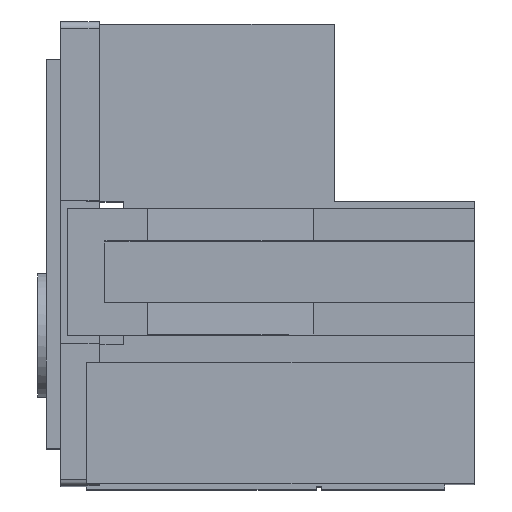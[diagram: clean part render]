
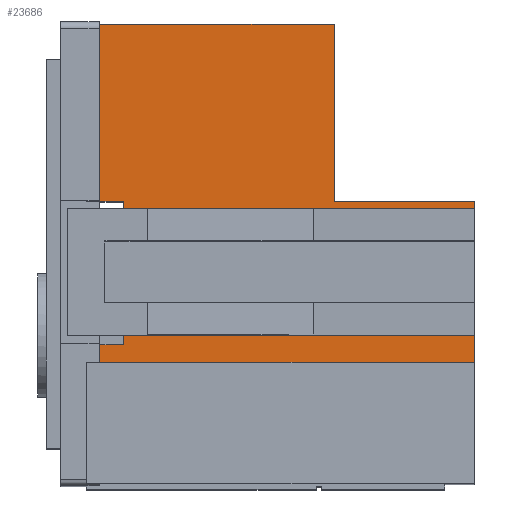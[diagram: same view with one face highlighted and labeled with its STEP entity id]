
A CAD part, top view. The second image highlights one B-rep face of the part: STEP entity #23686.
In plain terms, the highlighted planar face has unit normal (0, 0, 1).
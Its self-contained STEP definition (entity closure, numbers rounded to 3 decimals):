
#732 = AXIS2_PLACEMENT_3D ( 'NONE', #23415, #54278, #17678 ) ;
#1502 = LINE ( 'NONE', #31941, #69140 ) ;
#2166 = ORIENTED_EDGE ( 'NONE', *, *, #55937, .T. ) ;
#2522 = ORIENTED_EDGE ( 'NONE', *, *, #61085, .T. ) ;
#4265 = LINE ( 'NONE', #29353, #13631 ) ;
#4411 = CARTESIAN_POINT ( 'NONE',  ( 11.75, 13.4, 31.325 ) ) ;
#4660 = VERTEX_POINT ( 'NONE', #45089 ) ;
#5752 = PLANE ( 'NONE',  #732 ) ;
#5960 = DIRECTION ( 'NONE',  ( 1., 0., 0. ) ) ;
#6113 = VECTOR ( 'NONE', #17857, 1000. ) ;
#6779 = CARTESIAN_POINT ( 'NONE',  ( 18.4, 13.4, 31.325 ) ) ;
#7611 = VECTOR ( 'NONE', #5960, 1000. ) ;
#8067 = DIRECTION ( 'NONE',  ( 1., 0., 0. ) ) ;
#8762 = ORIENTED_EDGE ( 'NONE', *, *, #36240, .F. ) ;
#10707 = FACE_OUTER_BOUND ( 'NONE', #36541, .T. ) ;
#11151 = VECTOR ( 'NONE', #18148, 1000. ) ;
#11650 = EDGE_CURVE ( 'NONE', #70944, #51543, #32481, .T. ) ;
#12700 = LINE ( 'NONE', #69420, #80573 ) ;
#12907 = ORIENTED_EDGE ( 'NONE', *, *, #20396, .F. ) ;
#13080 = VERTEX_POINT ( 'NONE', #77031 ) ;
#13249 = ORIENTED_EDGE ( 'NONE', *, *, #37283, .T. ) ;
#13503 = EDGE_CURVE ( 'NONE', #64361, #55652, #19606, .T. ) ;
#13631 = VECTOR ( 'NONE', #23159, 1000. ) ;
#17638 = CARTESIAN_POINT ( 'NONE',  ( 18.4, 21.8, 31.325 ) ) ;
#17678 = DIRECTION ( 'NONE',  ( -1., 0., 0. ) ) ;
#17688 = ORIENTED_EDGE ( 'NONE', *, *, #37483, .T. ) ;
#17708 = DIRECTION ( 'NONE',  ( -1., 0., 0. ) ) ;
#17857 = DIRECTION ( 'NONE',  ( 0., 1., 0. ) ) ;
#18148 = DIRECTION ( 'NONE',  ( 0., 1., 0. ) ) ;
#19265 = DIRECTION ( 'NONE',  ( -1., 0., 0. ) ) ;
#19606 = LINE ( 'NONE', #50454, #55386 ) ;
#20396 = EDGE_CURVE ( 'NONE', #4660, #21261, #12700, .T. ) ;
#21261 = VERTEX_POINT ( 'NONE', #41120 ) ;
#22110 = DIRECTION ( 'NONE',  ( 0., -1., 0. ) ) ;
#22209 = CARTESIAN_POINT ( 'NONE',  ( 18.4, 5.75, 31.325 ) ) ;
#23159 = DIRECTION ( 'NONE',  ( 0., 1., 0. ) ) ;
#23415 = CARTESIAN_POINT ( 'NONE',  ( 0., 21.8, 31.325 ) ) ;
#23584 = ORIENTED_EDGE ( 'NONE', *, *, #11650, .F. ) ;
#23686 = ADVANCED_FACE ( 'NONE', ( #10707 ), #5752, .F. ) ;
#24275 = VECTOR ( 'NONE', #30281, 1000. ) ;
#25080 = EDGE_CURVE ( 'NONE', #21261, #44229, #72964, .T. ) ;
#25883 = CARTESIAN_POINT ( 'NONE',  ( 15.07, 7.05, 31.325 ) ) ;
#26164 = CARTESIAN_POINT ( 'NONE',  ( 0., 21.8, 31.325 ) ) ;
#26290 = VECTOR ( 'NONE', #22110, 1000. ) ;
#26419 = ORIENTED_EDGE ( 'NONE', *, *, #35480, .F. ) ;
#27477 = LINE ( 'NONE', #70687, #73361 ) ;
#28096 = VECTOR ( 'NONE', #78496, 1000. ) ;
#28793 = ORIENTED_EDGE ( 'NONE', *, *, #56895, .F. ) ;
#29353 = CARTESIAN_POINT ( 'NONE',  ( 1.75, 13.4, 31.325 ) ) ;
#29432 = CARTESIAN_POINT ( 'NONE',  ( 18.4, 13.05, 31.325 ) ) ;
#30281 = DIRECTION ( 'NONE',  ( 0., 1., 0. ) ) ;
#30382 = DIRECTION ( 'NONE',  ( 0., 1., 0. ) ) ;
#30449 = LINE ( 'NONE', #67463, #48777 ) ;
#30902 = CARTESIAN_POINT ( 'NONE',  ( 18.4, 13.05, 31.325 ) ) ;
#31068 = ORIENTED_EDGE ( 'NONE', *, *, #37752, .T. ) ;
#31465 = ORIENTED_EDGE ( 'NONE', *, *, #50060, .F. ) ;
#31941 = CARTESIAN_POINT ( 'NONE',  ( 0., 21.8, 31.325 ) ) ;
#32161 = VECTOR ( 'NONE', #68257, 1000. ) ;
#32416 = VERTEX_POINT ( 'NONE', #80442 ) ;
#32481 = LINE ( 'NONE', #25883, #32161 ) ;
#34036 = CARTESIAN_POINT ( 'NONE',  ( 15.07, 7.05, 31.325 ) ) ;
#34299 = VERTEX_POINT ( 'NONE', #29432 ) ;
#34894 = ORIENTED_EDGE ( 'NONE', *, *, #13503, .F. ) ;
#35322 = LINE ( 'NONE', #53436, #28096 ) ;
#35480 = EDGE_CURVE ( 'NONE', #32416, #4660, #4265, .T. ) ;
#36240 = EDGE_CURVE ( 'NONE', #41393, #13080, #35322, .T. ) ;
#36541 = EDGE_LOOP ( 'NONE', ( #55760, #12907, #26419, #59679, #8762, #2522, #17688, #23584, #31068, #2166, #13249, #34894, #31465, #28793 ) ) ;
#37283 = EDGE_CURVE ( 'NONE', #34299, #55652, #67907, .T. ) ;
#37483 = EDGE_CURVE ( 'NONE', #55022, #51543, #54646, .T. ) ;
#37752 = EDGE_CURVE ( 'NONE', #70944, #53882, #79631, .T. ) ;
#38538 = DIRECTION ( 'NONE',  ( 1., 0., 0. ) ) ;
#40720 = CARTESIAN_POINT ( 'NONE',  ( 18.4, 7.05, 31.325 ) ) ;
#41120 = CARTESIAN_POINT ( 'NONE',  ( 0., 13.4, 31.325 ) ) ;
#41393 = VERTEX_POINT ( 'NONE', #52675 ) ;
#44196 = CARTESIAN_POINT ( 'NONE',  ( 0., 5.75, 31.325 ) ) ;
#44229 = VERTEX_POINT ( 'NONE', #26164 ) ;
#45089 = CARTESIAN_POINT ( 'NONE',  ( 1.75, 13.4, 31.325 ) ) ;
#46431 = DIRECTION ( 'NONE',  ( 1., 0., 0. ) ) ;
#48777 = VECTOR ( 'NONE', #17708, 1000. ) ;
#49203 = CARTESIAN_POINT ( 'NONE',  ( 15.07, 7.05, 31.325 ) ) ;
#50060 = EDGE_CURVE ( 'NONE', #70598, #64361, #53366, .T. ) ;
#50454 = CARTESIAN_POINT ( 'NONE',  ( 18.4, 13.4, 31.325 ) ) ;
#51543 = VERTEX_POINT ( 'NONE', #40720 ) ;
#52320 = CARTESIAN_POINT ( 'NONE',  ( 11.75, 21.8, 31.325 ) ) ;
#52675 = CARTESIAN_POINT ( 'NONE',  ( 0., 5.75, 31.325 ) ) ;
#53366 = LINE ( 'NONE', #4411, #26290 ) ;
#53436 = CARTESIAN_POINT ( 'NONE',  ( 0., 21.8, 31.325 ) ) ;
#53882 = VERTEX_POINT ( 'NONE', #74080 ) ;
#54278 = DIRECTION ( 'NONE',  ( 0., 0., -1. ) ) ;
#54646 = LINE ( 'NONE', #17638, #75466 ) ;
#55022 = VERTEX_POINT ( 'NONE', #22209 ) ;
#55386 = VECTOR ( 'NONE', #38538, 1000. ) ;
#55652 = VERTEX_POINT ( 'NONE', #6779 ) ;
#55760 = ORIENTED_EDGE ( 'NONE', *, *, #25080, .F. ) ;
#55937 = EDGE_CURVE ( 'NONE', #53882, #34299, #27477, .T. ) ;
#56895 = EDGE_CURVE ( 'NONE', #44229, #70598, #1502, .T. ) ;
#59679 = ORIENTED_EDGE ( 'NONE', *, *, #77038, .T. ) ;
#61085 = EDGE_CURVE ( 'NONE', #41393, #55022, #62284, .T. ) ;
#62284 = LINE ( 'NONE', #44196, #7611 ) ;
#64361 = VERTEX_POINT ( 'NONE', #65160 ) ;
#65160 = CARTESIAN_POINT ( 'NONE',  ( 11.75, 13.4, 31.325 ) ) ;
#67463 = CARTESIAN_POINT ( 'NONE',  ( 1.75, 6.6, 31.325 ) ) ;
#67907 = LINE ( 'NONE', #30902, #11151 ) ;
#68257 = DIRECTION ( 'NONE',  ( 1., 0., 0. ) ) ;
#69140 = VECTOR ( 'NONE', #8067, 1000. ) ;
#69420 = CARTESIAN_POINT ( 'NONE',  ( 1.75, 13.4, 31.325 ) ) ;
#70598 = VERTEX_POINT ( 'NONE', #52320 ) ;
#70687 = CARTESIAN_POINT ( 'NONE',  ( 18.4, 13.05, 31.325 ) ) ;
#70944 = VERTEX_POINT ( 'NONE', #34036 ) ;
#72964 = LINE ( 'NONE', #74175, #6113 ) ;
#73361 = VECTOR ( 'NONE', #46431, 1000. ) ;
#74080 = CARTESIAN_POINT ( 'NONE',  ( 15.07, 13.05, 31.325 ) ) ;
#74175 = CARTESIAN_POINT ( 'NONE',  ( 0., 21.8, 31.325 ) ) ;
#75466 = VECTOR ( 'NONE', #30382, 1000. ) ;
#77031 = CARTESIAN_POINT ( 'NONE',  ( 0., 6.6, 31.325 ) ) ;
#77038 = EDGE_CURVE ( 'NONE', #32416, #13080, #30449, .T. ) ;
#78496 = DIRECTION ( 'NONE',  ( 0., 1., 0. ) ) ;
#79631 = LINE ( 'NONE', #49203, #24275 ) ;
#80442 = CARTESIAN_POINT ( 'NONE',  ( 1.75, 6.6, 31.325 ) ) ;
#80573 = VECTOR ( 'NONE', #19265, 1000. ) ;
